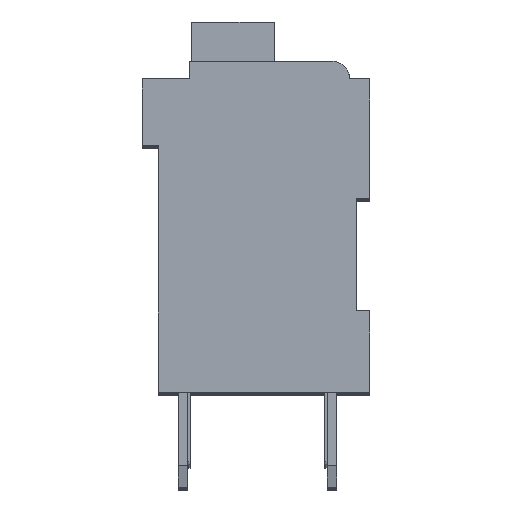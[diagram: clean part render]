
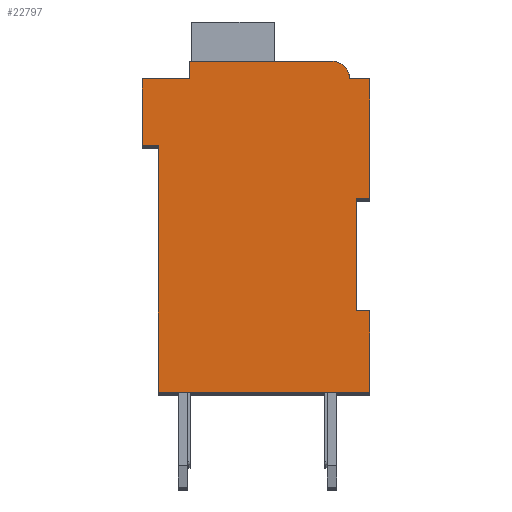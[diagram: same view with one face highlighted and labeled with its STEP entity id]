
A CAD part, top view. The second image highlights one B-rep face of the part: STEP entity #22797.
In plain terms, the highlighted planar face has unit normal (0, 0, 1).
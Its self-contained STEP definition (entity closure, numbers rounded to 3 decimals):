
#2266=DIRECTION('',(1.,0.,0.));
#2267=VECTOR('',#2266,0.5);
#2268=CARTESIAN_POINT('',(7.3,7.15,2.1));
#2269=LINE('',#2268,#2267);
#2270=DIRECTION('',(0.,1.,0.));
#2271=VECTOR('',#2270,4.15);
#2272=CARTESIAN_POINT('',(7.3,3.,2.1));
#2273=LINE('',#2272,#2271);
#2274=DIRECTION('',(-1.,0.,0.));
#2275=VECTOR('',#2274,0.5);
#2276=CARTESIAN_POINT('',(7.8,3.,2.1));
#2277=LINE('',#2276,#2275);
#2278=DIRECTION('',(0.,1.,0.));
#2279=VECTOR('',#2278,3.);
#2280=CARTESIAN_POINT('',(7.8,0.,2.1));
#2281=LINE('',#2280,#2279);
#2282=DIRECTION('',(1.,0.,0.));
#2283=VECTOR('',#2282,7.8);
#2284=CARTESIAN_POINT('',(0.,0.,2.1));
#2285=LINE('',#2284,#2283);
#2286=DIRECTION('',(0.,-1.,0.));
#2287=VECTOR('',#2286,9.1);
#2288=CARTESIAN_POINT('',(0.,9.1,2.1));
#2289=LINE('',#2288,#2287);
#2290=DIRECTION('',(1.,0.,0.));
#2291=VECTOR('',#2290,0.6);
#2292=CARTESIAN_POINT('',(-0.6,9.1,2.1));
#2293=LINE('',#2292,#2291);
#2294=DIRECTION('',(0.,-1.,0.));
#2295=VECTOR('',#2294,2.45);
#2296=CARTESIAN_POINT('',(-0.6,11.55,2.1));
#2297=LINE('',#2296,#2295);
#2298=DIRECTION('',(-1.,0.,0.));
#2299=VECTOR('',#2298,1.75);
#2300=CARTESIAN_POINT('',(1.15,11.55,2.1));
#2301=LINE('',#2300,#2299);
#2302=DIRECTION('',(0.,-1.,0.));
#2303=VECTOR('',#2302,0.65);
#2304=CARTESIAN_POINT('',(1.15,12.2,2.1));
#2305=LINE('',#2304,#2303);
#2306=DIRECTION('',(-1.,0.,0.));
#2307=VECTOR('',#2306,5.25);
#2308=CARTESIAN_POINT('',(6.4,12.2,2.1));
#2309=LINE('',#2308,#2307);
#2310=CARTESIAN_POINT('',(6.4,11.55,2.1));
#2311=DIRECTION('',(0.,0.,1.));
#2312=DIRECTION('',(1.,0.,0.));
#2313=AXIS2_PLACEMENT_3D('',#2310,#2311,#2312);
#2315=DIRECTION('',(-1.,0.,0.));
#2316=VECTOR('',#2315,0.75);
#2317=CARTESIAN_POINT('',(7.8,11.55,2.1));
#2318=LINE('',#2317,#2316);
#2319=DIRECTION('',(0.,1.,0.));
#2320=VECTOR('',#2319,4.4);
#2321=CARTESIAN_POINT('',(7.8,7.15,2.1));
#2322=LINE('',#2321,#2320);
#15783=CARTESIAN_POINT('',(7.3,7.15,2.1));
#15784=CARTESIAN_POINT('',(7.8,7.15,2.1));
#15785=VERTEX_POINT('',#15783);
#15786=VERTEX_POINT('',#15784);
#15787=CARTESIAN_POINT('',(7.8,11.55,2.1));
#15788=VERTEX_POINT('',#15787);
#15789=CARTESIAN_POINT('',(7.05,11.55,2.1));
#15790=VERTEX_POINT('',#15789);
#15791=CARTESIAN_POINT('',(6.4,12.2,2.1));
#15792=VERTEX_POINT('',#15791);
#15793=CARTESIAN_POINT('',(1.15,12.2,2.1));
#15794=VERTEX_POINT('',#15793);
#15795=CARTESIAN_POINT('',(1.15,11.55,2.1));
#15796=VERTEX_POINT('',#15795);
#15797=CARTESIAN_POINT('',(-0.6,11.55,2.1));
#15798=VERTEX_POINT('',#15797);
#15799=CARTESIAN_POINT('',(-0.6,9.1,2.1));
#15800=VERTEX_POINT('',#15799);
#15801=CARTESIAN_POINT('',(0.,9.1,2.1));
#15802=VERTEX_POINT('',#15801);
#15803=CARTESIAN_POINT('',(0.,0.,2.1));
#15804=VERTEX_POINT('',#15803);
#15805=CARTESIAN_POINT('',(7.8,0.,2.1));
#15806=VERTEX_POINT('',#15805);
#15807=CARTESIAN_POINT('',(7.8,3.,2.1));
#15808=VERTEX_POINT('',#15807);
#15809=CARTESIAN_POINT('',(7.3,3.,2.1));
#15810=VERTEX_POINT('',#15809);
#22767=CARTESIAN_POINT('',(0.,0.,2.1));
#22768=DIRECTION('',(0.,0.,1.));
#22769=DIRECTION('',(1.,0.,0.));
#22770=AXIS2_PLACEMENT_3D('',#22767,#22768,#22769);
#22771=PLANE('',#22770);
#22772=ORIENTED_EDGE('',*,*,#20752,.F.);
#22773=ORIENTED_EDGE('',*,*,#21546,.F.);
#22775=ORIENTED_EDGE('',*,*,#22774,.F.);
#22777=ORIENTED_EDGE('',*,*,#22776,.F.);
#22778=ORIENTED_EDGE('',*,*,#21987,.F.);
#22779=ORIENTED_EDGE('',*,*,#21840,.F.);
#22781=ORIENTED_EDGE('',*,*,#22780,.F.);
#22783=ORIENTED_EDGE('',*,*,#22782,.F.);
#22785=ORIENTED_EDGE('',*,*,#22784,.F.);
#22787=ORIENTED_EDGE('',*,*,#22786,.F.);
#22789=ORIENTED_EDGE('',*,*,#22788,.F.);
#22791=ORIENTED_EDGE('',*,*,#22790,.F.);
#22793=ORIENTED_EDGE('',*,*,#22792,.F.);
#22794=ORIENTED_EDGE('',*,*,#21182,.F.);
#22795=EDGE_LOOP('',(#22772,#22773,#22775,#22777,#22778,#22779,#22781,#22783,
#22785,#22787,#22789,#22791,#22793,#22794));
#22796=FACE_OUTER_BOUND('',#22795,.F.);
#2314=CIRCLE('',#2313,0.65);
#20752=EDGE_CURVE('',#15785,#15786,#2269,.T.);
#21182=EDGE_CURVE('',#15786,#15788,#2322,.T.);
#21546=EDGE_CURVE('',#15810,#15785,#2273,.T.);
#21840=EDGE_CURVE('',#15802,#15804,#2289,.T.);
#21987=EDGE_CURVE('',#15804,#15806,#2285,.T.);
#22774=EDGE_CURVE('',#15808,#15810,#2277,.T.);
#22776=EDGE_CURVE('',#15806,#15808,#2281,.T.);
#22780=EDGE_CURVE('',#15800,#15802,#2293,.T.);
#22782=EDGE_CURVE('',#15798,#15800,#2297,.T.);
#22784=EDGE_CURVE('',#15796,#15798,#2301,.T.);
#22786=EDGE_CURVE('',#15794,#15796,#2305,.T.);
#22788=EDGE_CURVE('',#15792,#15794,#2309,.T.);
#22790=EDGE_CURVE('',#15790,#15792,#2314,.T.);
#22792=EDGE_CURVE('',#15788,#15790,#2318,.T.);
#22797=ADVANCED_FACE('',(#22796),#22771,.T.);
